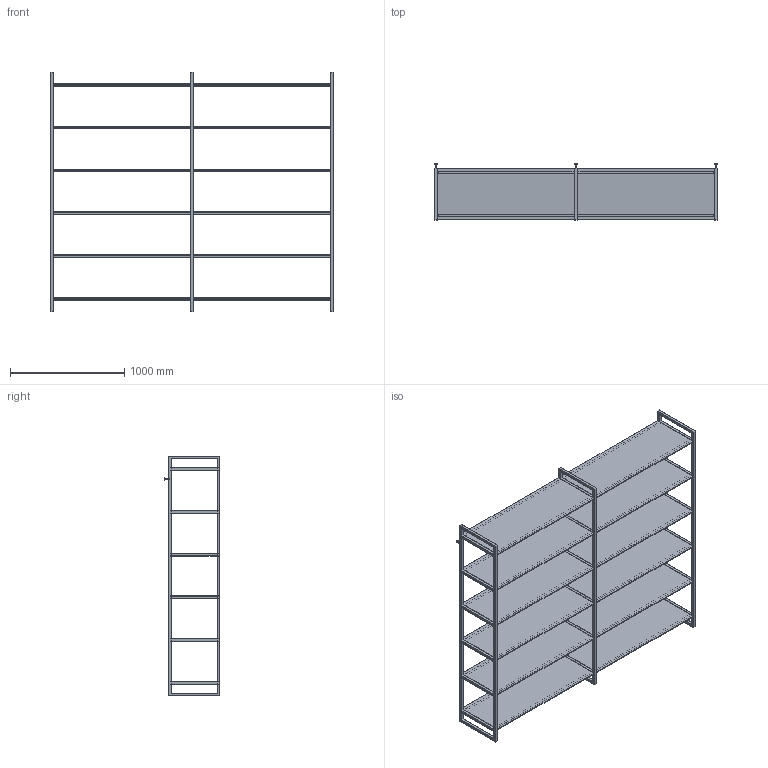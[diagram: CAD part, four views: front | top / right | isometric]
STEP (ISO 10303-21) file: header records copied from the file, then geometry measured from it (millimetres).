
FILE_DESCRIPTION(/* description */ (''),/* implementation_level */ '2;1');
FILE_NAME(/* name */ '5f46acfa38339615d1278279',/* time_stamp */ '2020-08-26T18:42:04+00:00',/* author */ (''),/* organization */ (''),/* preprocessor_version */ 'ST-DEVELOPER v16.7',/* originating_system */ $,/* authorisation */ $);
FILE_SCHEMA (('AUTOMOTIVE_DESIGN {1 0 10303 214 3 1 1}'));
Length unit declared in the file: metre
Products named in the file (17): assembly; shelf; Hex socket set screw with flat point M4x0.7 x 8; sideframe-center; Hex socket head cap screw M5x0.80 x 8; crossbeam-back; crossbeam-front; sideframe-right; wall fixation assembly <2>; wallfixation-outer; Hex socket set screw with flat point M4x0.7 x 4; wallfixation-plate; Hex socket head cap screw M5x0.80 x 10; wallfixation-inner; sideframe-left; wall fixation subassembly <1>; wall fixation assembly <3>
Assembly tree (157 placements, depth 3):
  assembly
    shelf  x12
    Hex socket set screw with flat point M4x0.7 x 8  x48
    sideframe-center
    Hex socket head cap screw M5x0.80 x 8  x49
    crossbeam-back  x12
    crossbeam-front  x12
    sideframe-right
    wall fixation assembly <2>
      wallfixation-outer
      Hex socket set screw with flat point M4x0.7 x 4  x2
      wallfixation-plate
      Hex socket head cap screw M5x0.80 x 10
      wallfixation-inner
    sideframe-left
    wall fixation subassembly <1>
      wallfixation-inner
      Hex socket head cap screw M5x0.80 x 10
      Hex socket set screw with flat point M4x0.7 x 4  x2
      wallfixation-plate
      wallfixation-outer
    wall fixation assembly <3>
      wallfixation-outer
      Hex socket set screw with flat point M4x0.7 x 4  x2
      wallfixation-plate
      wallfixation-inner
      Hex socket head cap screw M5x0.80 x 10
Bounding box: 2475 x 490 x 2100 mm (x, y, z)
Volume: 97110104.9 mm3; surface area: 20196743.3 mm2
Topology: 154 solids, 154 shells, 3977 faces, 9930 edges, 6409 vertices
Faces by surface type: plane 2763, cylinder 779, cone 279, torus 156
Full cylindrical faces by diameter (mm): 3.3 x54, 4 x54, 4.2 x51, 4.5 x51, 5 x52, 5.5 x48, 7 x6, 8.5 x52, 9 x3, 11.8 x6, 12 x3, 15 x3, 20 x3
Entity records: 33207 total; most frequent: CARTESIAN_POINT 5604, DIRECTION 5576, ORIENTED_EDGE 5182, EDGE_CURVE 2591, LINE 2040, VECTOR 2040, AXIS2_PLACEMENT_3D 1768, VERTEX_POINT 1752
